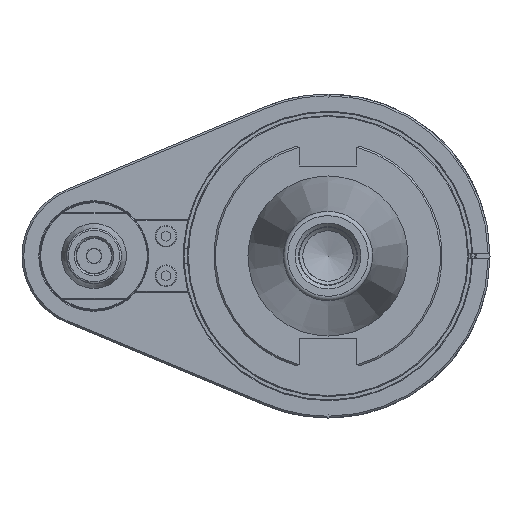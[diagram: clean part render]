
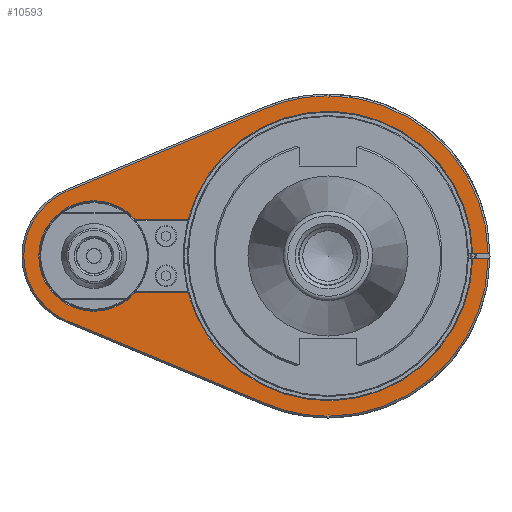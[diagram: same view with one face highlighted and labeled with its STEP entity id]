
A CAD part, left-side view. The second image highlights one B-rep face of the part: STEP entity #10593.
In plain terms, the highlighted face is planar.
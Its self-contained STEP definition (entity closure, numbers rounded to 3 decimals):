
#643=CIRCLE('',#11457,44.5);
#645=CIRCLE('',#11460,44.501);
#646=CIRCLE('',#11461,44.5);
#647=CIRCLE('',#11462,40.2);
#648=CIRCLE('',#11463,15.35);
#649=CIRCLE('',#11464,40.2);
#650=CIRCLE('',#11465,44.501);
#651=CIRCLE('',#11466,19.5);
#1308=FACE_OUTER_BOUND('',#1957,.T.);
#1957=EDGE_LOOP('',(#7393,#7394,#7395,#7396,#7397,#7398,#7399,#7400,#7401,
#7402,#7403,#7404,#7405,#7406,#7407,#7408,#7409,#7410));
#2823=LINE('',#16615,#3660);
#2829=LINE('',#16653,#3666);
#2830=LINE('',#16655,#3667);
#2831=LINE('',#16659,#3668);
#2832=LINE('',#16663,#3669);
#2833=LINE('',#16667,#3670);
#2834=LINE('',#16670,#3671);
#2835=LINE('',#16672,#3672);
#2836=LINE('',#16676,#3673);
#2837=LINE('',#16679,#3674);
#3660=VECTOR('',#13036,10.);
#3666=VECTOR('',#13056,10.);
#3667=VECTOR('',#13057,10.);
#3668=VECTOR('',#13060,10.);
#3669=VECTOR('',#13063,10.);
#3670=VECTOR('',#13066,10.);
#3671=VECTOR('',#13069,10.);
#3672=VECTOR('',#13070,10.);
#3673=VECTOR('',#13073,10.);
#3674=VECTOR('',#13076,10.);
#4645=VERTEX_POINT('',#16609);
#4647=VERTEX_POINT('',#16614);
#4656=VERTEX_POINT('',#16641);
#4658=VERTEX_POINT('',#16649);
#4659=VERTEX_POINT('',#16650);
#4660=VERTEX_POINT('',#16652);
#4661=VERTEX_POINT('',#16654);
#4662=VERTEX_POINT('',#16656);
#4663=VERTEX_POINT('',#16658);
#4664=VERTEX_POINT('',#16660);
#4665=VERTEX_POINT('',#16662);
#4666=VERTEX_POINT('',#16664);
#4667=VERTEX_POINT('',#16666);
#4668=VERTEX_POINT('',#16669);
#4669=VERTEX_POINT('',#16671);
#4670=VERTEX_POINT('',#16673);
#4671=VERTEX_POINT('',#16675);
#4672=VERTEX_POINT('',#16677);
#5733=EDGE_CURVE('',#4647,#4645,#2823,.T.);
#5744=EDGE_CURVE('',#4656,#4645,#643,.T.);
#5747=EDGE_CURVE('',#4658,#4659,#645,.T.);
#5748=EDGE_CURVE('',#4660,#4658,#2829,.T.);
#5749=EDGE_CURVE('',#4661,#4660,#2830,.T.);
#5750=EDGE_CURVE('',#4662,#4661,#646,.T.);
#5751=EDGE_CURVE('',#4663,#4662,#2831,.T.);
#5752=EDGE_CURVE('',#4664,#4663,#647,.T.);
#5753=EDGE_CURVE('',#4665,#4664,#2832,.T.);
#5754=EDGE_CURVE('',#4666,#4665,#648,.T.);
#5755=EDGE_CURVE('',#4667,#4666,#2833,.T.);
#5756=EDGE_CURVE('',#4647,#4667,#649,.T.);
#5757=EDGE_CURVE('',#4668,#4656,#2834,.T.);
#5758=EDGE_CURVE('',#4669,#4668,#2835,.T.);
#5759=EDGE_CURVE('',#4670,#4669,#650,.T.);
#5760=EDGE_CURVE('',#4671,#4670,#2836,.T.);
#5761=EDGE_CURVE('',#4672,#4671,#651,.T.);
#5762=EDGE_CURVE('',#4659,#4672,#2837,.T.);
#7393=ORIENTED_EDGE('',*,*,#5747,.F.);
#7394=ORIENTED_EDGE('',*,*,#5748,.F.);
#7395=ORIENTED_EDGE('',*,*,#5749,.F.);
#7396=ORIENTED_EDGE('',*,*,#5750,.F.);
#7397=ORIENTED_EDGE('',*,*,#5751,.F.);
#7398=ORIENTED_EDGE('',*,*,#5752,.F.);
#7399=ORIENTED_EDGE('',*,*,#5753,.F.);
#7400=ORIENTED_EDGE('',*,*,#5754,.F.);
#7401=ORIENTED_EDGE('',*,*,#5755,.F.);
#7402=ORIENTED_EDGE('',*,*,#5756,.F.);
#7403=ORIENTED_EDGE('',*,*,#5733,.T.);
#7404=ORIENTED_EDGE('',*,*,#5744,.F.);
#7405=ORIENTED_EDGE('',*,*,#5757,.F.);
#7406=ORIENTED_EDGE('',*,*,#5758,.F.);
#7407=ORIENTED_EDGE('',*,*,#5759,.F.);
#7408=ORIENTED_EDGE('',*,*,#5760,.F.);
#7409=ORIENTED_EDGE('',*,*,#5761,.F.);
#7410=ORIENTED_EDGE('',*,*,#5762,.F.);
#10293=PLANE('',#11459);
#10593=ADVANCED_FACE('',(#1308),#10293,.T.);
#11457=AXIS2_PLACEMENT_3D('',#16642,#13048,#13049);
#11459=AXIS2_PLACEMENT_3D('',#16648,#13052,#13053);
#11460=AXIS2_PLACEMENT_3D('',#16651,#13054,#13055);
#11461=AXIS2_PLACEMENT_3D('',#16657,#13058,#13059);
#11462=AXIS2_PLACEMENT_3D('',#16661,#13061,#13062);
#11463=AXIS2_PLACEMENT_3D('',#16665,#13064,#13065);
#11464=AXIS2_PLACEMENT_3D('',#16668,#13067,#13068);
#11465=AXIS2_PLACEMENT_3D('',#16674,#13071,#13072);
#11466=AXIS2_PLACEMENT_3D('',#16678,#13074,#13075);
#13036=DIRECTION('',(0.,0.,1.));
#13048=DIRECTION('center_axis',(0.,-1.,0.));
#13049=DIRECTION('ref_axis',(1.,0.,0.011));
#13052=DIRECTION('center_axis',(0.,1.,0.));
#13053=DIRECTION('ref_axis',(1.,0.,0.));
#13054=DIRECTION('center_axis',(0.,-1.,0.));
#13055=DIRECTION('ref_axis',(-1.,0.,-0.011));
#13056=DIRECTION('',(-0.707,0.,-0.707));
#13057=DIRECTION('',(0.707,0.,-0.707));
#13058=DIRECTION('center_axis',(0.,-1.,0.));
#13059=DIRECTION('ref_axis',(-0.017,0.,1.));
#13060=DIRECTION('',(0.,0.,1.));
#13061=DIRECTION('center_axis',(0.,1.,0.));
#13062=DIRECTION('ref_axis',(-0.254,0.,-0.967));
#13063=DIRECTION('',(0.,0.,1.));
#13064=DIRECTION('center_axis',(0.,1.,0.));
#13065=DIRECTION('ref_axis',(-0.664,0.,-0.747));
#13066=DIRECTION('',(0.,0.,-1.));
#13067=DIRECTION('center_axis',(0.,1.,0.));
#13068=DIRECTION('ref_axis',(0.019,0.,1.));
#13069=DIRECTION('',(0.707,0.,0.707));
#13070=DIRECTION('',(-0.707,0.,0.707));
#13071=DIRECTION('center_axis',(0.,-1.,0.));
#13072=DIRECTION('ref_axis',(0.923,0.,-0.385));
#13073=DIRECTION('',(0.385,0.,0.923));
#13074=DIRECTION('center_axis',(0.,-1.,0.));
#13075=DIRECTION('ref_axis',(0.,0.,-1.));
#13076=DIRECTION('',(0.385,0.,-0.923));
#16609=CARTESIAN_POINT('',(0.75,33.,44.494));
#16614=CARTESIAN_POINT('',(0.75,33.,40.193));
#16615=CARTESIAN_POINT('',(0.75,33.,11.654));
#16641=CARTESIAN_POINT('',(44.497,33.,0.497));
#16642=CARTESIAN_POINT('Origin',(0.,33.,0.));
#16648=CARTESIAN_POINT('Origin',(0.,33.,0.));
#16649=CARTESIAN_POINT('',(-44.498,33.,-0.498));
#16650=CARTESIAN_POINT('',(-41.077,33.,-17.116));
#16651=CARTESIAN_POINT('Origin',(0.,33.,0.));
#16652=CARTESIAN_POINT('',(-44.,33.,0.));
#16653=CARTESIAN_POINT('',(-33.,33.,11.));
#16654=CARTESIAN_POINT('',(-44.497,33.,0.497));
#16655=CARTESIAN_POINT('',(-33.5,33.,-10.5));
#16656=CARTESIAN_POINT('',(-0.75,33.,44.494));
#16657=CARTESIAN_POINT('Origin',(0.,33.,0.));
#16658=CARTESIAN_POINT('',(-0.75,33.,40.193));
#16659=CARTESIAN_POINT('',(-0.75,33.,23.501));
#16660=CARTESIAN_POINT('',(-10.2,33.,-38.884));
#16661=CARTESIAN_POINT('Origin',(0.,33.,0.));
#16662=CARTESIAN_POINT('',(-10.2,33.,-53.529));
#16663=CARTESIAN_POINT('',(-10.2,33.,-23.087));
#16664=CARTESIAN_POINT('',(10.2,33.,-53.529));
#16665=CARTESIAN_POINT('Origin',(0.,33.,-65.));
#16666=CARTESIAN_POINT('',(10.2,33.,-38.884));
#16667=CARTESIAN_POINT('',(10.2,33.,-23.087));
#16668=CARTESIAN_POINT('Origin',(0.,33.,0.));
#16669=CARTESIAN_POINT('',(44.,33.,0.));
#16670=CARTESIAN_POINT('',(33.5,33.,-10.5));
#16671=CARTESIAN_POINT('',(44.498,33.,-0.498));
#16672=CARTESIAN_POINT('',(33.,33.,11.));
#16673=CARTESIAN_POINT('',(41.077,33.,-17.116));
#16674=CARTESIAN_POINT('Origin',(0.,33.,0.));
#16675=CARTESIAN_POINT('',(18.,33.,-72.499));
#16676=CARTESIAN_POINT('',(35.308,33.,-30.962));
#16677=CARTESIAN_POINT('',(-18.,33.,-72.499));
#16678=CARTESIAN_POINT('Origin',(0.,33.,-65.));
#16679=CARTESIAN_POINT('',(-35.308,33.,-30.962));
